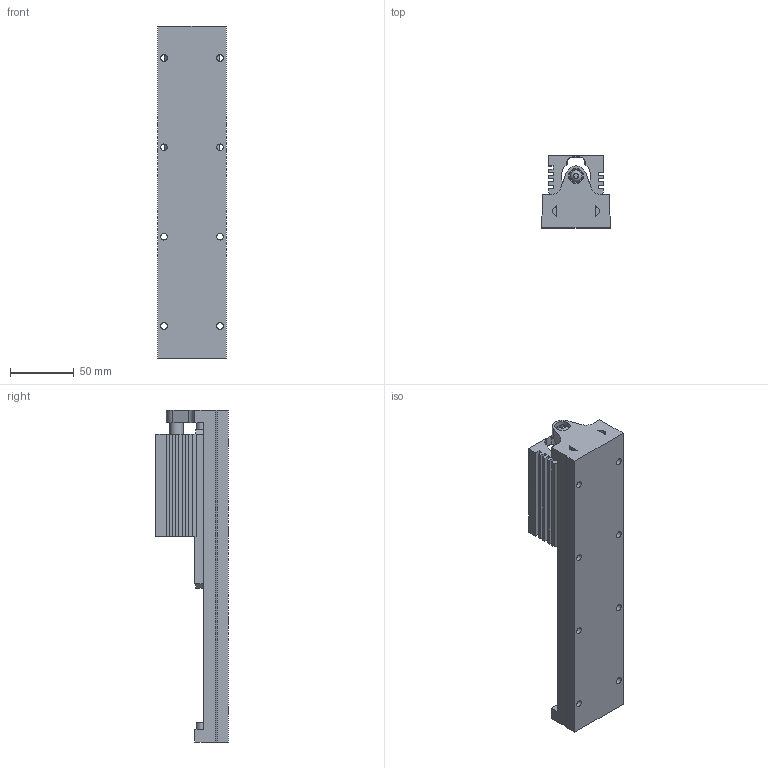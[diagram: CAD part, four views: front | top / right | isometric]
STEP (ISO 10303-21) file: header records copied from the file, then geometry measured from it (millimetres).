
FILE_DESCRIPTION( ( 'STEP AP214' ), '1' );
FILE_NAME( '8351010.step', '2008-04-02T08:06:16', ( ' ' ), ( ' ' ), 'XStep 1.0', ' ', ' ' );
FILE_SCHEMA( ( 'automotive_design' ) );
Length unit declared in the file: millimetre
Products named in the file (2): 1; 2
Bounding box: 54 x 56.5 x 260 mm (x, y, z)
Volume: 302893.9 mm3; surface area: 96346.2 mm2
Topology: 2 solids, 2 shells, 212 faces, 577 edges, 376 vertices
Faces by surface type: plane 148, cylinder 54, cone 9, sphere 1
Full cylindrical faces by diameter (mm): 4.134 x8, 5 x2, 5.2 x8, 5.5 x2, 6.5 x1, 8 x2, 10.5 x2, 12 x2
Entity records: 8239 total; most frequent: CARTESIAN_POINT 1207, DIRECTION 1068, ORIENTED_EDGE 1056, EDGE_CURVE 528, LINE 406, VECTOR 406, VERTEX_POINT 368, AXIS2_PLACEMENT_3D 331
